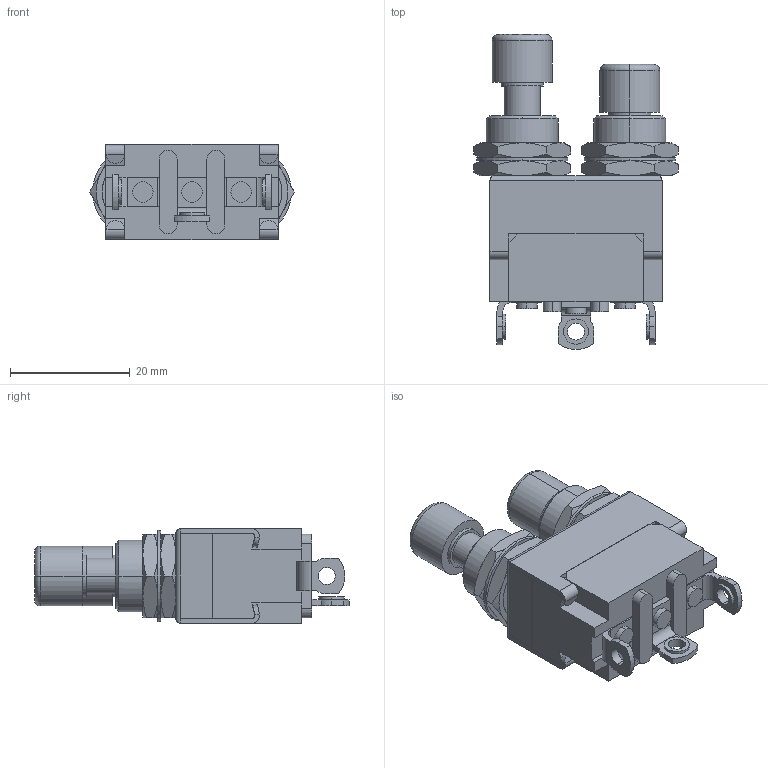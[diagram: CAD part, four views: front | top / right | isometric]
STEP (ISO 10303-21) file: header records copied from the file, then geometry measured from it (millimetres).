
FILE_DESCRIPTION (( 'STEP AP203' ), '1' );
FILE_NAME ('ABD02.STEP', '2020-03-16T00:27:46', ( '' ), ( '' ), 'SwSTEP 2.0', 'SolidWorks 2018', '' );
FILE_SCHEMA (( 'CONFIG_CONTROL_DESIGN' ));
Length unit declared in the file: millimetre
Products named in the file (7): 9801 0063 20(ナット)model; 働乕僗 扨嬌 (A僔儕乕僘); 9803 0458 20(L儚僢僔儍乕)model; 忋慻 2偮墴偟杢(扨嬌) (A僔儕乕僘); ABD02; 壓慻 扨嬌 2抂巕 (A僔儕乕僘); 2端子 (Aシリーズ)
Assembly tree (12 placements, depth 3):
  ABD02
    忋慻 2偮墴偟杢(扨嬌) (A僔儕乕僘)
    9801 0063 20(ナット)model  x4
    9803 0458 20(L儚僢僔儍乕)model  x2
    壓慻 扨嬌 2抂巕 (A僔儕乕僘)
      働乕僗 扨嬌 (A僔儕乕僘)
      2端子 (Aシリーズ)  x3
Bounding box: 34.17 x 52.6 x 16 mm (x, y, z)
Volume: 13830.6 mm3; surface area: 8123.4 mm2
Topology: 11 solids, 11 shells, 415 faces, 1058 edges, 682 vertices
Faces by surface type: plane 208, cylinder 151, cone 52, torus 4
Entity records: 8627 total; most frequent: CARTESIAN_POINT 1521, DIRECTION 1334, ORIENTED_EDGE 1288, EDGE_CURVE 644, AXIS2_PLACEMENT_3D 471, VERTEX_POINT 418, VECTOR 392, LINE 392
